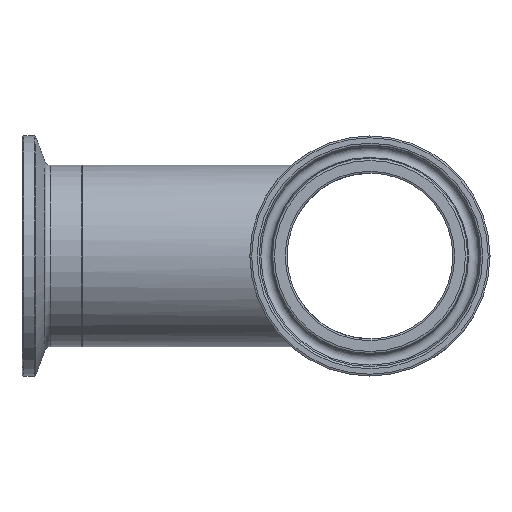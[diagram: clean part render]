
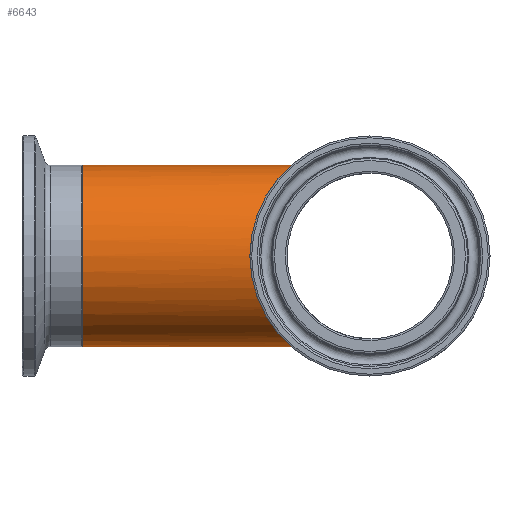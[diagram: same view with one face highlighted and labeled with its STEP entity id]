
A CAD part, left-side view. The second image highlights one B-rep face of the part: STEP entity #6643.
In plain terms, the highlighted cylindrical face has radius 19.05 mm (diameter 38.1 mm), a full revolution.
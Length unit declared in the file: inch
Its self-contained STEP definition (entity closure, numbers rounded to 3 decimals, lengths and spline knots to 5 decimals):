
#73=ELLIPSE('',#7007,1.06066,0.75);
#74=ELLIPSE('',#7008,1.06066,0.75);
#119=FACE_BOUND('',#1230,.T.);
#810=FACE_OUTER_BOUND('',#1229,.T.);
#1229=EDGE_LOOP('',(#6057,#6058));
#1230=EDGE_LOOP('',(#6059));
#2318=CIRCLE('',#7023,0.75);
#3275=VERTEX_POINT('',#14278);
#3276=VERTEX_POINT('',#14279);
#3282=VERTEX_POINT('',#14301);
#4221=EDGE_CURVE('',#3275,#3276,#73,.T.);
#4222=EDGE_CURVE('',#3276,#3275,#74,.T.);
#4228=EDGE_CURVE('',#3282,#3282,#2318,.T.);
#6057=ORIENTED_EDGE('',*,*,#4222,.F.);
#6058=ORIENTED_EDGE('',*,*,#4221,.F.);
#6059=ORIENTED_EDGE('',*,*,#4228,.F.);
#6209=CYLINDRICAL_SURFACE('',#7028,0.75);
#6643=ADVANCED_FACE('',(#810,#119),#6209,.T.);
#7007=AXIS2_PLACEMENT_3D('',#14280,#8174,#8175);
#7008=AXIS2_PLACEMENT_3D('',#14281,#8176,#8177);
#7023=AXIS2_PLACEMENT_3D('',#14302,#8206,#8207);
#7028=AXIS2_PLACEMENT_3D('',#14310,#8216,#8217);
#8174=DIRECTION('center_axis',(0.707,-0.707,0.));
#8175=DIRECTION('ref_axis',(0.707,0.707,0.));
#8176=DIRECTION('center_axis',(-0.707,-0.707,0.));
#8177=DIRECTION('ref_axis',(0.707,-0.707,0.));
#8206=DIRECTION('center_axis',(0.,1.,0.));
#8207=DIRECTION('ref_axis',(1.,0.,0.));
#8216=DIRECTION('center_axis',(0.,1.,0.));
#8217=DIRECTION('ref_axis',(1.,0.,0.));
#14278=CARTESIAN_POINT('',(0.,0.,
-0.75));
#14279=CARTESIAN_POINT('',(0.,0.,
0.75));
#14280=CARTESIAN_POINT('Origin',(0.,0.,0.));
#14281=CARTESIAN_POINT('Origin',(0.,0.,0.));
#14301=CARTESIAN_POINT('',(-0.75,2.375,0.));
#14302=CARTESIAN_POINT('Origin',(0.,2.375,0.));
#14310=CARTESIAN_POINT('Origin',(0.,0.,0.));
